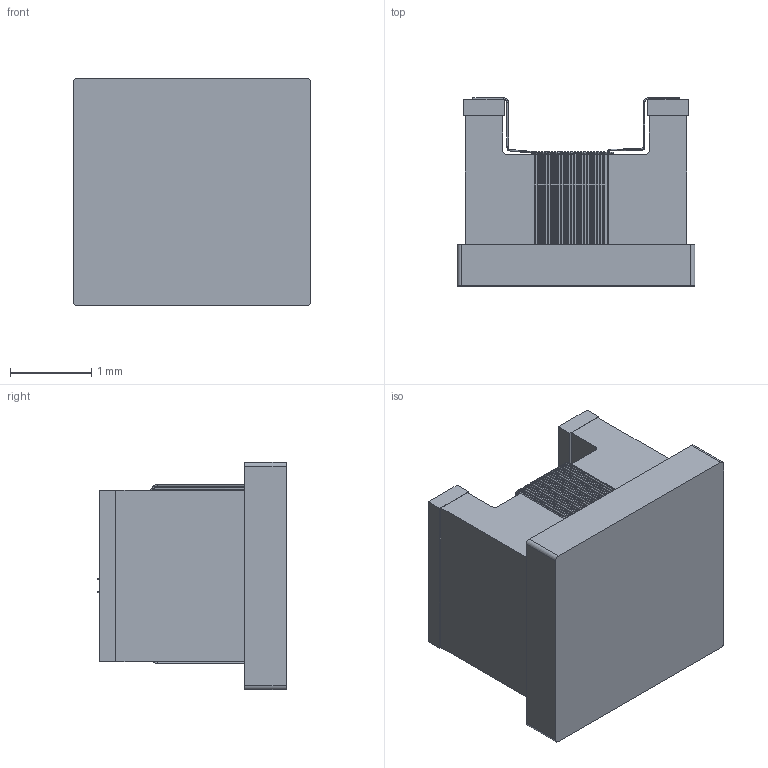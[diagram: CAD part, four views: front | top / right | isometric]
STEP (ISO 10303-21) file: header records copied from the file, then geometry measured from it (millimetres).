
FILE_DESCRIPTION (( 'STEP AP214' ), '1' );
FILE_NAME ('AISC-1008F.STEP', '2013-10-31T06:16:24', ( '' ), ( '' ), 'SwSTEP 2.0', 'SolidWorks 2012', '' );
FILE_SCHEMA (( 'AUTOMOTIVE_DESIGN' ));
Length unit declared in the file: millimetre
Products named in the file (1): AISC-1008F
Bounding box: 2.92 x 2.31 x 2.79 mm (x, y, z)
Volume: 11.8 mm3; surface area: 46.3 mm2
Topology: 1 solids, 1 shells, 387 faces, 1224 edges, 814 vertices
Faces by surface type: cylinder 152, torus 100, plane 76, bspline 59
Entity records: 23074 total; most frequent: CARTESIAN_POINT 7912, ORIENTED_EDGE 2448, DIRECTION 2292, EDGE_CURVE 1224, AXIS2_PLACEMENT_3D 947, VERTEX_POINT 814, CIRCLE 618, EDGE_LOOP 450
